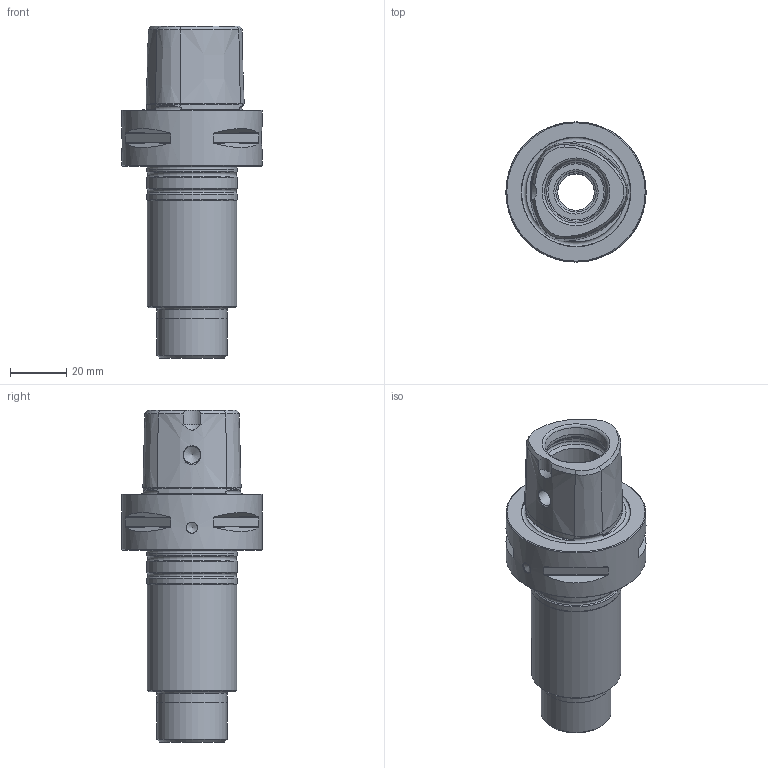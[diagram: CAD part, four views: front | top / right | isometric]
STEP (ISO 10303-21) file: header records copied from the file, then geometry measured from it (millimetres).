
FILE_DESCRIPTION(/* description */ (''),/* implementation_level */ '2;1');
FILE_NAME(/* name */ '480512050.stp',/* time_stamp */ '2021-01-08T12:38:30',/* author */ ('LRA'),/* organization */ ('REGO-FIX'),/* preprocessor_version */ ' Unknown',/* originating_system */ 'SIEMENS PLM Software Solid Edge ST10',/* authorization */ 'Unknown');
FILE_SCHEMA (('AUTOMOTIVE_DESIGN { 1 0 10303 214 2 1 1}'));
Length unit declared in the file: millimetre
Products named in the file (1): NOCUT
Bounding box: 50 x 50 x 118.5 mm (x, y, z)
Volume: 91472.1 mm3; surface area: 22252.1 mm2
Topology: 1 solids, 1 shells, 112 faces, 270 edges, 166 vertices
Faces by surface type: cone 55, cylinder 26, plane 21, torus 10
Full cylindrical faces by diameter (mm): 4 x1, 6.1 x2, 13 x1, 13.5 x1, 14.376 x2, 21 x2, 24 x1, 25 x2, 32 x1, 32.5 x3, 50 x1
Entity records: 3743 total; most frequent: CARTESIAN_POINT 688, DIRECTION 478, ORIENTED_EDGE 388, AXIS2_PLACEMENT_3D 215, EDGE_CURVE 194, FACE_BOUND 177, EDGE_LOOP 174, VERTEX_POINT 145
